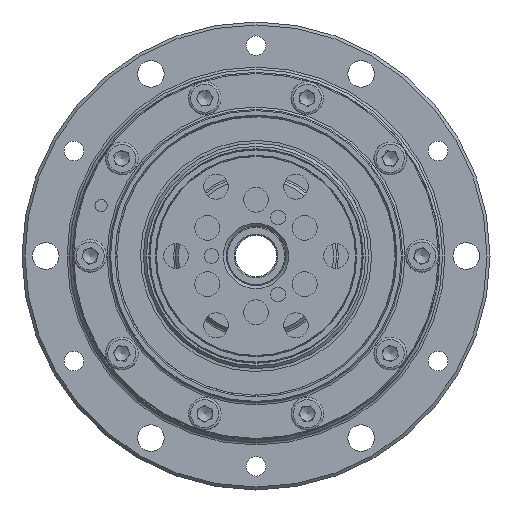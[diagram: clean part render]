
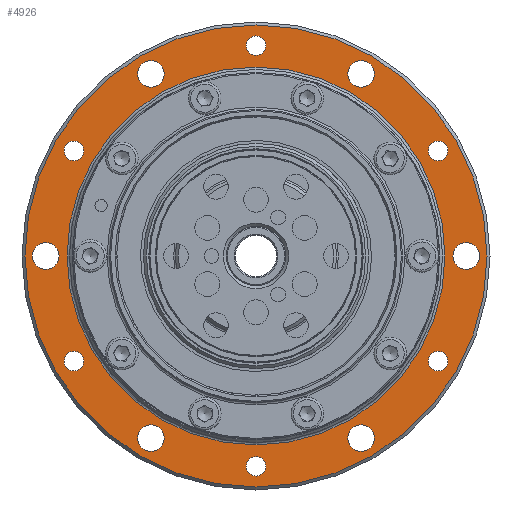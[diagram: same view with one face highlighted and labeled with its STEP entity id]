
A CAD part, left-side view. The second image highlights one B-rep face of the part: STEP entity #4926.
In plain terms, the highlighted planar face has unit normal (-1, 0, 0).
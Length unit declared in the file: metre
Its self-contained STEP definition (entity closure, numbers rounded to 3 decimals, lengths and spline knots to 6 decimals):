
#712=CIRCLE('',#5749,0.039);
#713=CIRCLE('',#5750,0.0319);
#714=CIRCLE('',#5751,0.00225);
#715=CIRCLE('',#5752,0.00225);
#716=CIRCLE('',#5753,0.00225);
#717=CIRCLE('',#5754,0.00225);
#718=CIRCLE('',#5755,0.00225);
#719=CIRCLE('',#5756,0.00225);
#720=CIRCLE('',#5757,0.00165);
#721=CIRCLE('',#5758,0.00165);
#722=CIRCLE('',#5759,0.00165);
#723=CIRCLE('',#5760,0.00165);
#724=CIRCLE('',#5761,0.00165);
#725=CIRCLE('',#5762,0.00165);
#1168=ORIENTED_EDGE('',*,*,#2142,.T.);
#1169=ORIENTED_EDGE('',*,*,#2143,.F.);
#1170=ORIENTED_EDGE('',*,*,#2144,.T.);
#1171=ORIENTED_EDGE('',*,*,#2145,.T.);
#1172=ORIENTED_EDGE('',*,*,#2146,.T.);
#1173=ORIENTED_EDGE('',*,*,#2147,.T.);
#1174=ORIENTED_EDGE('',*,*,#2148,.T.);
#1175=ORIENTED_EDGE('',*,*,#2149,.T.);
#1176=ORIENTED_EDGE('',*,*,#2150,.T.);
#1177=ORIENTED_EDGE('',*,*,#2151,.T.);
#1178=ORIENTED_EDGE('',*,*,#2152,.T.);
#1179=ORIENTED_EDGE('',*,*,#2153,.T.);
#1180=ORIENTED_EDGE('',*,*,#2154,.T.);
#1181=ORIENTED_EDGE('',*,*,#2155,.T.);
#2142=EDGE_CURVE('',#2647,#2647,#712,.T.);
#2143=EDGE_CURVE('',#2648,#2648,#713,.T.);
#2144=EDGE_CURVE('',#2649,#2649,#714,.T.);
#2145=EDGE_CURVE('',#2650,#2650,#715,.T.);
#2146=EDGE_CURVE('',#2651,#2651,#716,.T.);
#2147=EDGE_CURVE('',#2652,#2652,#717,.T.);
#2148=EDGE_CURVE('',#2653,#2653,#718,.T.);
#2149=EDGE_CURVE('',#2654,#2654,#719,.T.);
#2150=EDGE_CURVE('',#2655,#2655,#720,.T.);
#2151=EDGE_CURVE('',#2656,#2656,#721,.T.);
#2152=EDGE_CURVE('',#2657,#2657,#722,.T.);
#2153=EDGE_CURVE('',#2658,#2658,#723,.T.);
#2154=EDGE_CURVE('',#2659,#2659,#724,.T.);
#2155=EDGE_CURVE('',#2660,#2660,#725,.T.);
#2647=VERTEX_POINT('',#8375);
#2648=VERTEX_POINT('',#8377);
#2649=VERTEX_POINT('',#8379);
#2650=VERTEX_POINT('',#8381);
#2651=VERTEX_POINT('',#8383);
#2652=VERTEX_POINT('',#8385);
#2653=VERTEX_POINT('',#8387);
#2654=VERTEX_POINT('',#8389);
#2655=VERTEX_POINT('',#8391);
#2656=VERTEX_POINT('',#8393);
#2657=VERTEX_POINT('',#8395);
#2658=VERTEX_POINT('',#8397);
#2659=VERTEX_POINT('',#8399);
#2660=VERTEX_POINT('',#8401);
#3373=EDGE_LOOP('',(#1168));
#3374=EDGE_LOOP('',(#1169));
#3375=EDGE_LOOP('',(#1170));
#3376=EDGE_LOOP('',(#1171));
#3377=EDGE_LOOP('',(#1172));
#3378=EDGE_LOOP('',(#1173));
#3379=EDGE_LOOP('',(#1174));
#3380=EDGE_LOOP('',(#1175));
#3381=EDGE_LOOP('',(#1176));
#3382=EDGE_LOOP('',(#1177));
#3383=EDGE_LOOP('',(#1178));
#3384=EDGE_LOOP('',(#1179));
#3385=EDGE_LOOP('',(#1180));
#3386=EDGE_LOOP('',(#1181));
#4114=FACE_BOUND('',#3373,.T.);
#4115=FACE_BOUND('',#3374,.T.);
#4116=FACE_BOUND('',#3375,.T.);
#4117=FACE_BOUND('',#3376,.T.);
#4118=FACE_BOUND('',#3377,.T.);
#4119=FACE_BOUND('',#3378,.T.);
#4120=FACE_BOUND('',#3379,.T.);
#4121=FACE_BOUND('',#3380,.T.);
#4122=FACE_BOUND('',#3381,.T.);
#4123=FACE_BOUND('',#3382,.T.);
#4124=FACE_BOUND('',#3383,.T.);
#4125=FACE_BOUND('',#3384,.T.);
#4126=FACE_BOUND('',#3385,.T.);
#4127=FACE_BOUND('',#3386,.T.);
#4797=PLANE('',#5748);
#4926=ADVANCED_FACE('',(#4114,#4115,#4116,#4117,#4118,#4119,#4120,#4121,
#4122,#4123,#4124,#4125,#4126,#4127),#4797,.F.);
#5748=AXIS2_PLACEMENT_3D('',#8373,#6681,#6682);
#5749=AXIS2_PLACEMENT_3D('',#8374,#6683,#6684);
#5750=AXIS2_PLACEMENT_3D('',#8376,#6685,#6686);
#5751=AXIS2_PLACEMENT_3D('',#8378,#6687,#6688);
#5752=AXIS2_PLACEMENT_3D('',#8380,#6689,#6690);
#5753=AXIS2_PLACEMENT_3D('',#8382,#6691,#6692);
#5754=AXIS2_PLACEMENT_3D('',#8384,#6693,#6694);
#5755=AXIS2_PLACEMENT_3D('',#8386,#6695,#6696);
#5756=AXIS2_PLACEMENT_3D('',#8388,#6697,#6698);
#5757=AXIS2_PLACEMENT_3D('',#8390,#6699,#6700);
#5758=AXIS2_PLACEMENT_3D('',#8392,#6701,#6702);
#5759=AXIS2_PLACEMENT_3D('',#8394,#6703,#6704);
#5760=AXIS2_PLACEMENT_3D('',#8396,#6705,#6706);
#5761=AXIS2_PLACEMENT_3D('',#8398,#6707,#6708);
#5762=AXIS2_PLACEMENT_3D('',#8400,#6709,#6710);
#6681=DIRECTION('',(1.,0.,0.));
#6682=DIRECTION('',(0.,0.,-1.));
#6683=DIRECTION('',(-1.,0.,0.));
#6684=DIRECTION('',(0.,0.,1.));
#6685=DIRECTION('',(-1.,0.,0.));
#6686=DIRECTION('',(0.,0.,1.));
#6687=DIRECTION('',(1.,0.,0.));
#6688=DIRECTION('',(0.,0.,-1.));
#6689=DIRECTION('',(1.,0.,0.));
#6690=DIRECTION('',(0.,0.,-1.));
#6691=DIRECTION('',(1.,0.,0.));
#6692=DIRECTION('',(0.,0.,-1.));
#6693=DIRECTION('',(1.,0.,0.));
#6694=DIRECTION('',(0.,0.,-1.));
#6695=DIRECTION('',(1.,0.,0.));
#6696=DIRECTION('',(0.,0.,-1.));
#6697=DIRECTION('',(1.,0.,0.));
#6698=DIRECTION('',(0.,0.,-1.));
#6699=DIRECTION('',(1.,0.,0.));
#6700=DIRECTION('',(0.,0.,-1.));
#6701=DIRECTION('',(1.,0.,0.));
#6702=DIRECTION('',(0.,0.,-1.));
#6703=DIRECTION('',(1.,0.,0.));
#6704=DIRECTION('',(0.,0.,-1.));
#6705=DIRECTION('',(1.,0.,0.));
#6706=DIRECTION('',(0.,0.,-1.));
#6707=DIRECTION('',(1.,0.,0.));
#6708=DIRECTION('',(0.,0.,-1.));
#6709=DIRECTION('',(1.,0.,0.));
#6710=DIRECTION('',(0.,0.,-1.));
#8373=CARTESIAN_POINT('',(0.0147,0.039,0.));
#8374=CARTESIAN_POINT('',(0.0147,0.,0.));
#8375=CARTESIAN_POINT('',(0.0147,0.,0.039));
#8376=CARTESIAN_POINT('',(0.0147,0.,0.));
#8377=CARTESIAN_POINT('',(0.0147,0.,0.0319));
#8378=CARTESIAN_POINT('',(0.0147,0.0355,0.));
#8379=CARTESIAN_POINT('',(0.0147,0.0355,-0.00225));
#8380=CARTESIAN_POINT('',(0.0147,0.01775,-0.030744));
#8381=CARTESIAN_POINT('',(0.0147,0.01775,-0.032994));
#8382=CARTESIAN_POINT('',(0.0147,-0.01775,-0.030744));
#8383=CARTESIAN_POINT('',(0.0147,-0.01775,-0.032994));
#8384=CARTESIAN_POINT('',(0.0147,-0.0355,0.));
#8385=CARTESIAN_POINT('',(0.0147,-0.0355,-0.00225));
#8386=CARTESIAN_POINT('',(0.0147,-0.01775,0.030744));
#8387=CARTESIAN_POINT('',(0.0147,-0.01775,0.028494));
#8388=CARTESIAN_POINT('',(0.0147,0.01775,0.030744));
#8389=CARTESIAN_POINT('',(0.0147,0.01775,0.028494));
#8390=CARTESIAN_POINT('',(0.0147,0.030744,-0.01775));
#8391=CARTESIAN_POINT('',(0.0147,0.030744,-0.0194));
#8392=CARTESIAN_POINT('',(0.0147,0.,-0.0355));
#8393=CARTESIAN_POINT('',(0.0147,0.,-0.03715));
#8394=CARTESIAN_POINT('',(0.0147,-0.030744,-0.01775));
#8395=CARTESIAN_POINT('',(0.0147,-0.030744,-0.0194));
#8396=CARTESIAN_POINT('',(0.0147,-0.030744,0.01775));
#8397=CARTESIAN_POINT('',(0.0147,-0.030744,0.0161));
#8398=CARTESIAN_POINT('',(0.0147,0.,0.0355));
#8399=CARTESIAN_POINT('',(0.0147,0.,0.03385));
#8400=CARTESIAN_POINT('',(0.0147,0.030744,0.01775));
#8401=CARTESIAN_POINT('',(0.0147,0.030744,0.0161));
